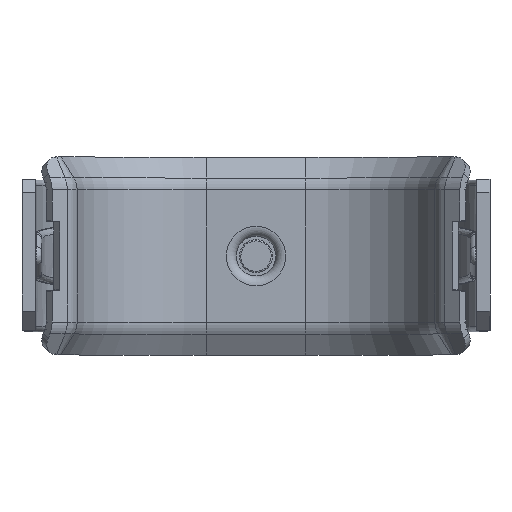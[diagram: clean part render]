
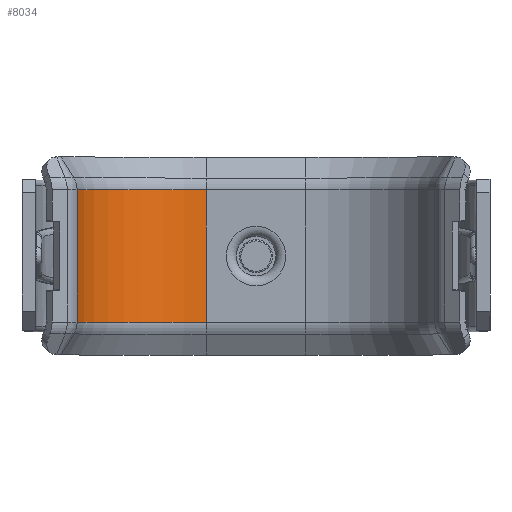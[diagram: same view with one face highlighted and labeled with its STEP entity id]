
A CAD part, top view. The second image highlights one B-rep face of the part: STEP entity #8034.
In plain terms, the highlighted cylindrical face has radius 20.13 mm (diameter 40.261 mm), a partial arc.
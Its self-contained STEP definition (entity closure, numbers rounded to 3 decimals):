
#784=FACE_OUTER_BOUND('',#1306,.T.);
#1306=EDGE_LOOP('',(#5598,#5599,#5600,#5601));
#1833=LINE('',#11815,#2386);
#1858=LINE('',#11936,#2411);
#2386=VECTOR('',#9573,10.);
#2411=VECTOR('',#9696,10.);
#2953=CIRCLE('',#8694,20.13);
#2954=CIRCLE('',#8696,20.13);
#3365=VERTEX_POINT('',#11812);
#3366=VERTEX_POINT('',#11814);
#3394=VERTEX_POINT('',#11931);
#3395=VERTEX_POINT('',#11935);
#4141=EDGE_CURVE('',#3366,#3365,#1833,.T.);
#4193=EDGE_CURVE('',#3395,#3394,#1858,.T.);
#4216=EDGE_CURVE('',#3365,#3394,#2953,.T.);
#4217=EDGE_CURVE('',#3366,#3395,#2954,.T.);
#5598=ORIENTED_EDGE('',*,*,#4141,.T.);
#5599=ORIENTED_EDGE('',*,*,#4216,.T.);
#5600=ORIENTED_EDGE('',*,*,#4193,.F.);
#5601=ORIENTED_EDGE('',*,*,#4217,.F.);
#7862=CYLINDRICAL_SURFACE('',#8695,20.13);
#8034=ADVANCED_FACE('',(#784),#7862,.F.);
#8694=AXIS2_PLACEMENT_3D('',#11996,#9752,#9753);
#8695=AXIS2_PLACEMENT_3D('',#11997,#9754,#9755);
#8696=AXIS2_PLACEMENT_3D('',#11998,#9756,#9757);
#9573=DIRECTION('',(-1.,0.,0.));
#9696=DIRECTION('',(-1.,0.,0.));
#9752=DIRECTION('center_axis',(-1.,0.,0.));
#9753=DIRECTION('ref_axis',(0.,0.766,-0.643));
#9754=DIRECTION('center_axis',(-1.,0.,0.));
#9755=DIRECTION('ref_axis',(0.,0.452,0.892));
#9756=DIRECTION('center_axis',(-1.,0.,0.));
#9757=DIRECTION('ref_axis',(0.,0.766,-0.643));
#11812=CARTESIAN_POINT('',(-25.025,-11.923,-42.212));
#11814=CARTESIAN_POINT('',(-4.975,-11.923,-42.212));
#11815=CARTESIAN_POINT('',(-25.025,-11.923,-42.212));
#11931=CARTESIAN_POINT('',(-25.025,-36.445,-47.228));
#11935=CARTESIAN_POINT('',(-4.975,-36.445,-47.228));
#11936=CARTESIAN_POINT('',(-25.025,-36.445,-47.228));
#11996=CARTESIAN_POINT('Origin',(-25.025,-27.343,-29.272));
#11997=CARTESIAN_POINT('Origin',(-15.,-27.343,-29.272));
#11998=CARTESIAN_POINT('Origin',(-4.975,-27.343,-29.272));
